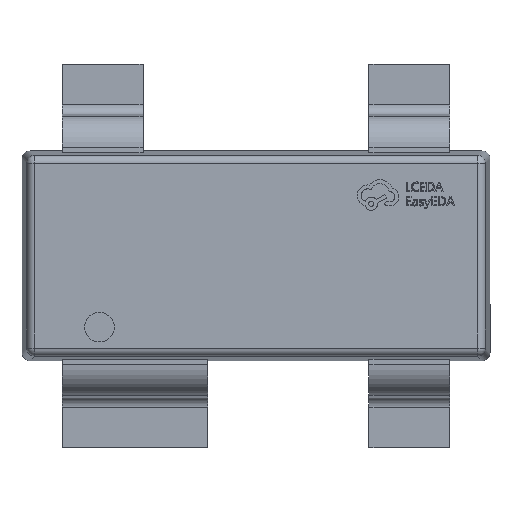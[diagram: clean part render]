
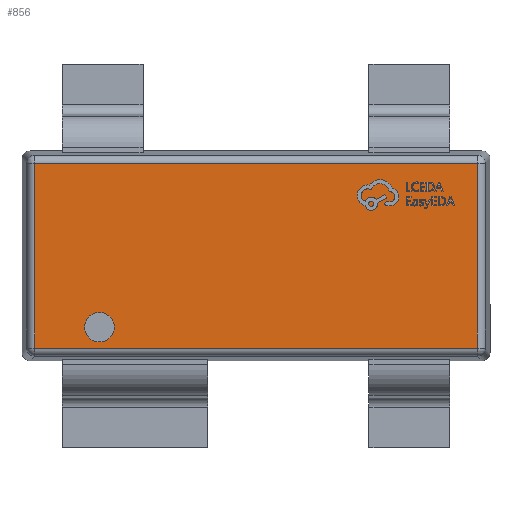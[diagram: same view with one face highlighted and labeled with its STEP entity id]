
A CAD part, top view. The second image highlights one B-rep face of the part: STEP entity #856.
In plain terms, the highlighted planar face has unit normal (0, 0, 1).
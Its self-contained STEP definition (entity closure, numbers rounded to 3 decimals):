
#26 = DIRECTION ( 'NONE',  ( -1., 0., 0. ) ) ;
#540 = EDGE_LOOP ( 'NONE', ( #1494, #14925, #9294, #13408 ) ) ;
#576 = CARTESIAN_POINT ( 'NONE',  ( -1.062, -0.443, 0.45 ) ) ;
#856 = ADVANCED_FACE ( 'NONE', ( #18231, #5316 ), #9643, .T. ) ;
#879 = EDGE_CURVE ( 'NONE', #13229, #13124, #16927, .T. ) ;
#899 = EDGE_CURVE ( 'NONE', #14086, #4941, #12235, .T. ) ;
#1384 = CARTESIAN_POINT ( 'NONE',  ( 1.372, 0.572, 0.45 ) ) ;
#1494 = ORIENTED_EDGE ( 'NONE', *, *, #11718, .T. ) ;
#1684 = DIRECTION ( 'NONE',  ( 1., 0., 0. ) ) ;
#1840 = CARTESIAN_POINT ( 'NONE',  ( -0.97, -0.443, 0.45 ) ) ;
#2688 = AXIS2_PLACEMENT_3D ( 'NONE', #1840, #15924, #2922 ) ;
#2749 = DIRECTION ( 'NONE',  ( 0., -1., 0. ) ) ;
#2922 = DIRECTION ( 'NONE',  ( 1., 0., 0. ) ) ;
#3390 = AXIS2_PLACEMENT_3D ( 'NONE', #7576, #4398, #1684 ) ;
#4251 = EDGE_CURVE ( 'NONE', #13124, #13229, #8731, .T. ) ;
#4398 = DIRECTION ( 'NONE',  ( 0., 0., 1. ) ) ;
#4941 = VERTEX_POINT ( 'NONE', #17060 ) ;
#5316 = FACE_BOUND ( 'NONE', #13460, .T. ) ;
#5606 = CARTESIAN_POINT ( 'NONE',  ( -1.372, -0.572, 0.45 ) ) ;
#6413 = VECTOR ( 'NONE', #2749, 1000. ) ;
#7285 = DIRECTION ( 'NONE',  ( 0., 0., 1. ) ) ;
#7576 = CARTESIAN_POINT ( 'NONE',  ( 0., 0., 0.45 ) ) ;
#7632 = VECTOR ( 'NONE', #16490, 1000. ) ;
#8427 = CARTESIAN_POINT ( 'NONE',  ( 1.372, 0.619, 0.45 ) ) ;
#8581 = EDGE_CURVE ( 'NONE', #12760, #14086, #9922, .T. ) ;
#8731 = CIRCLE ( 'NONE', #2688, 0.092 ) ;
#8856 = CARTESIAN_POINT ( 'NONE',  ( -1.372, 0.572, 0.45 ) ) ;
#9294 = ORIENTED_EDGE ( 'NONE', *, *, #899, .T. ) ;
#9481 = VECTOR ( 'NONE', #26, 1000. ) ;
#9643 = PLANE ( 'NONE',  #3390 ) ;
#9922 = LINE ( 'NONE', #16992, #6413 ) ;
#10830 = LINE ( 'NONE', #8427, #12646 ) ;
#11272 = CARTESIAN_POINT ( 'NONE',  ( -1.419, 0.572, 0.45 ) ) ;
#11471 = VERTEX_POINT ( 'NONE', #1384 ) ;
#11718 = EDGE_CURVE ( 'NONE', #11471, #12760, #18558, .T. ) ;
#12235 = LINE ( 'NONE', #15074, #7632 ) ;
#12347 = DIRECTION ( 'NONE',  ( 0., 1., 0. ) ) ;
#12646 = VECTOR ( 'NONE', #12347, 1000. ) ;
#12760 = VERTEX_POINT ( 'NONE', #8856 ) ;
#13016 = ORIENTED_EDGE ( 'NONE', *, *, #4251, .F. ) ;
#13025 = CARTESIAN_POINT ( 'NONE',  ( -0.97, -0.443, 0.45 ) ) ;
#13124 = VERTEX_POINT ( 'NONE', #576 ) ;
#13229 = VERTEX_POINT ( 'NONE', #18421 ) ;
#13408 = ORIENTED_EDGE ( 'NONE', *, *, #17720, .T. ) ;
#13460 = EDGE_LOOP ( 'NONE', ( #14721, #13016 ) ) ;
#14086 = VERTEX_POINT ( 'NONE', #5606 ) ;
#14524 = DIRECTION ( 'NONE',  ( 1., 0., 0. ) ) ;
#14721 = ORIENTED_EDGE ( 'NONE', *, *, #879, .F. ) ;
#14925 = ORIENTED_EDGE ( 'NONE', *, *, #8581, .T. ) ;
#15074 = CARTESIAN_POINT ( 'NONE',  ( 1.419, -0.572, 0.45 ) ) ;
#15924 = DIRECTION ( 'NONE',  ( 0., 0., 1. ) ) ;
#16490 = DIRECTION ( 'NONE',  ( 1., 0., 0. ) ) ;
#16927 = CIRCLE ( 'NONE', #18454, 0.092 ) ;
#16992 = CARTESIAN_POINT ( 'NONE',  ( -1.372, -0.619, 0.45 ) ) ;
#17060 = CARTESIAN_POINT ( 'NONE',  ( 1.372, -0.572, 0.45 ) ) ;
#17720 = EDGE_CURVE ( 'NONE', #4941, #11471, #10830, .T. ) ;
#18231 = FACE_OUTER_BOUND ( 'NONE', #540, .T. ) ;
#18421 = CARTESIAN_POINT ( 'NONE',  ( -0.878, -0.443, 0.45 ) ) ;
#18454 = AXIS2_PLACEMENT_3D ( 'NONE', #13025, #7285, #14524 ) ;
#18558 = LINE ( 'NONE', #11272, #9481 ) ;
